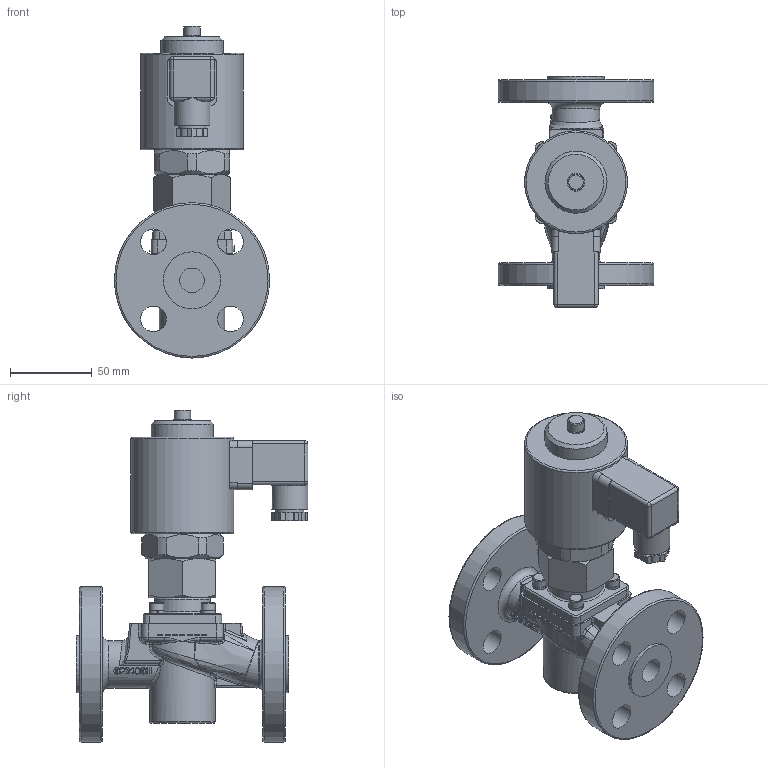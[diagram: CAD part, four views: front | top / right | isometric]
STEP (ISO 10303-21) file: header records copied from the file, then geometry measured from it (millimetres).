
FILE_DESCRIPTION(/* description */ ('3D-Modell'),/* implementation_level */ '2;1');
FILE_NAME(/* name */ '037.001215_A3701-0504-T322-FB-BF.stp',/* time_stamp */ '2020-07-30T07:18:21+02:00',/* author */ ('CBeuthner'),/* organization */ (''),/* preprocessor_version */ 'ST-DEVELOPER v16.1',/* originating_system */ 'Autodesk Inventor 2016',/* authorisation */ '');
FILE_SCHEMA (('CONFIG_CONTROL_DESIGN'));
Products named in the file (1): 88-004782
Bounding box: 95 x 141.7 x 203.1 mm (x, y, z)
Volume: 644104.5 mm3; surface area: 90800.9 mm2
Topology: 1 solids, 1 shells, 752 faces, 1948 edges, 1223 vertices
Faces by surface type: plane 309, bspline 264, cylinder 119, torus 27, cone 19, sphere 14
Full cylindrical faces by diameter (mm): 5 x4, 8.5 x4, 10 x1, 11 x1, 15 x2, 15.7 x8, 17 x1, 22 x1, 29 x2, 34 x1, 34.9 x2, 38 x1, 40 x1, 63 x1, 95 x2
Entity records: 49499 total; most frequent: CARTESIAN_POINT 32498, ORIENTED_EDGE 3706, DIRECTION 2621, EDGE_CURVE 1853, VERTEX_POINT 1205, AXIS2_PLACEMENT_3D 893, EDGE_LOOP 878, LINE 835
